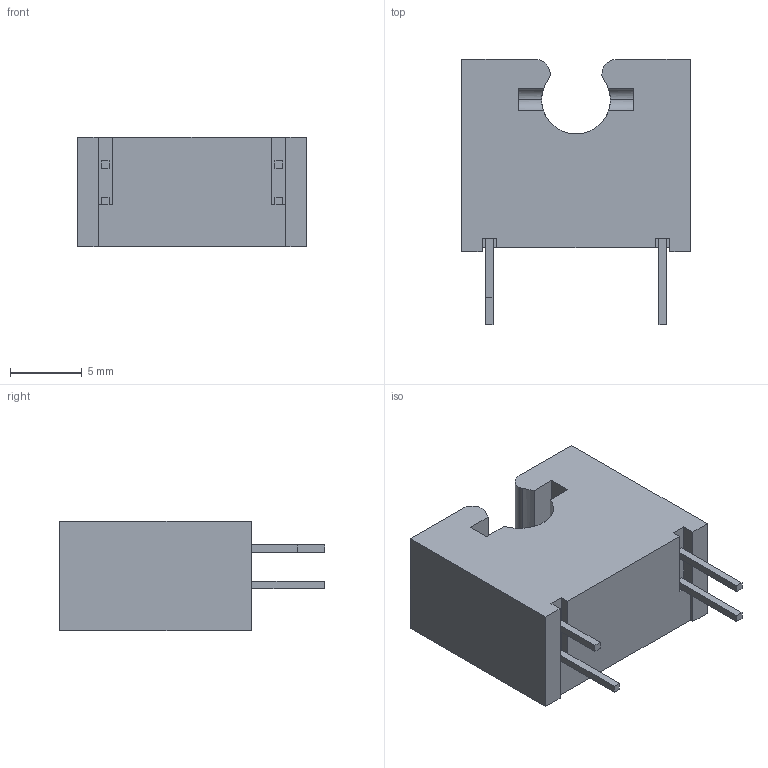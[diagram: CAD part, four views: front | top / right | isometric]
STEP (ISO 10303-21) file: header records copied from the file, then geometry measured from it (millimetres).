
FILE_DESCRIPTION (( 'STEP AP203' ), '1' );
FILE_NAME ('OPB350L187.STEP', '2014-06-03T14:07:21', ( 'optek' ), ( '' ), 'SwSTEP 2.0', 'SolidWorks 2013', '' );
FILE_SCHEMA (( 'CONFIG_CONTROL_DESIGN' ));
Length unit declared in the file: inch
Products named in the file (1): OPB350L187
Bounding box: 15.88 x 18.41 x 7.62 mm (x, y, z)
Volume: 1402.1 mm3; surface area: 979.9 mm2
Topology: 1 solids, 1 shells, 66 faces, 177 edges, 116 vertices
Faces by surface type: plane 54, cylinder 12
Entity records: 2136 total; most frequent: CARTESIAN_POINT 392, ORIENTED_EDGE 354, DIRECTION 327, EDGE_CURVE 177, LINE 153, VECTOR 153, VERTEX_POINT 116, AXIS2_PLACEMENT_3D 87
